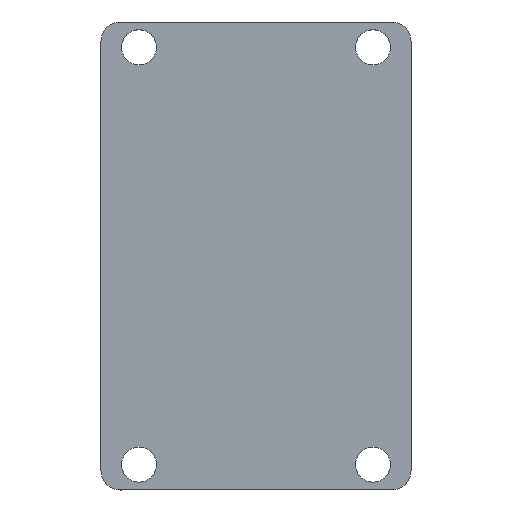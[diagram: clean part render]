
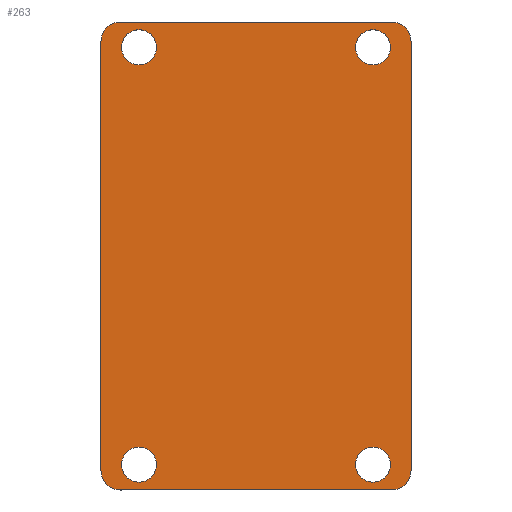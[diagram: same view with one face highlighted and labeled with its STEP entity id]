
A CAD part, top view. The second image highlights one B-rep face of the part: STEP entity #263.
In plain terms, the highlighted planar face has unit normal (0, 0, 1).
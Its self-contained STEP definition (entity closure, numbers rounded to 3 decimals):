
#15=FACE_BOUND('',#46,.T.);
#16=FACE_BOUND('',#47,.T.);
#17=FACE_BOUND('',#48,.T.);
#18=FACE_BOUND('',#49,.T.);
#24=PLANE('',#281);
#31=FACE_OUTER_BOUND('',#45,.T.);
#45=EDGE_LOOP('',(#189,#190,#191,#192,#193,#194,#195,#196));
#46=EDGE_LOOP('',(#197));
#47=EDGE_LOOP('',(#198));
#48=EDGE_LOOP('',(#199));
#49=EDGE_LOOP('',(#200));
#67=LINE('',#401,#87);
#70=LINE('',#407,#90);
#71=LINE('',#411,#91);
#72=LINE('',#415,#92);
#87=VECTOR('',#319,10.);
#90=VECTOR('',#324,10.);
#91=VECTOR('',#327,10.);
#92=VECTOR('',#330,10.);
#106=CIRCLE('',#279,5.);
#107=CIRCLE('',#282,5.);
#108=CIRCLE('',#283,5.);
#109=CIRCLE('',#284,5.);
#110=CIRCLE('',#285,4.5);
#111=CIRCLE('',#286,4.5);
#112=CIRCLE('',#287,4.5);
#113=CIRCLE('',#288,4.5);
#123=VERTEX_POINT('',#394);
#124=VERTEX_POINT('',#396);
#125=VERTEX_POINT('',#400);
#127=VERTEX_POINT('',#406);
#128=VERTEX_POINT('',#408);
#129=VERTEX_POINT('',#410);
#130=VERTEX_POINT('',#412);
#131=VERTEX_POINT('',#414);
#132=VERTEX_POINT('',#417);
#133=VERTEX_POINT('',#419);
#134=VERTEX_POINT('',#421);
#135=VERTEX_POINT('',#423);
#147=EDGE_CURVE('',#123,#124,#106,.T.);
#149=EDGE_CURVE('',#125,#124,#67,.F.);
#152=EDGE_CURVE('',#123,#127,#70,.T.);
#153=EDGE_CURVE('',#128,#127,#107,.T.);
#154=EDGE_CURVE('',#128,#129,#71,.F.);
#155=EDGE_CURVE('',#130,#129,#108,.T.);
#156=EDGE_CURVE('',#130,#131,#72,.T.);
#157=EDGE_CURVE('',#125,#131,#109,.T.);
#158=EDGE_CURVE('',#132,#132,#110,.T.);
#159=EDGE_CURVE('',#133,#133,#111,.T.);
#160=EDGE_CURVE('',#134,#134,#112,.T.);
#161=EDGE_CURVE('',#135,#135,#113,.T.);
#189=ORIENTED_EDGE('',*,*,#147,.F.);
#190=ORIENTED_EDGE('',*,*,#152,.T.);
#191=ORIENTED_EDGE('',*,*,#153,.F.);
#192=ORIENTED_EDGE('',*,*,#154,.T.);
#193=ORIENTED_EDGE('',*,*,#155,.F.);
#194=ORIENTED_EDGE('',*,*,#156,.T.);
#195=ORIENTED_EDGE('',*,*,#157,.F.);
#196=ORIENTED_EDGE('',*,*,#149,.T.);
#197=ORIENTED_EDGE('',*,*,#158,.T.);
#198=ORIENTED_EDGE('',*,*,#159,.T.);
#199=ORIENTED_EDGE('',*,*,#160,.T.);
#200=ORIENTED_EDGE('',*,*,#161,.T.);
#263=ADVANCED_FACE('',(#31,#15,#16,#17,#18),#24,.T.);
#279=AXIS2_PLACEMENT_3D('',#397,#314,#315);
#281=AXIS2_PLACEMENT_3D('',#405,#322,#323);
#282=AXIS2_PLACEMENT_3D('',#409,#325,#326);
#283=AXIS2_PLACEMENT_3D('',#413,#328,#329);
#284=AXIS2_PLACEMENT_3D('',#416,#331,#332);
#285=AXIS2_PLACEMENT_3D('',#418,#333,#334);
#286=AXIS2_PLACEMENT_3D('',#420,#335,#336);
#287=AXIS2_PLACEMENT_3D('',#422,#337,#338);
#288=AXIS2_PLACEMENT_3D('',#424,#339,#340);
#314=DIRECTION('center_axis',(0.,0.,-1.));
#315=DIRECTION('ref_axis',(-0.707,0.707,0.));
#319=DIRECTION('',(1.,0.,0.));
#322=DIRECTION('center_axis',(0.,0.,
1.));
#323=DIRECTION('ref_axis',(-1.,0.,0.));
#324=DIRECTION('',(0.,-1.,0.));
#325=DIRECTION('center_axis',(0.,0.,-1.));
#326=DIRECTION('ref_axis',(-0.707,-0.707,0.));
#327=DIRECTION('',(-1.,0.,0.));
#328=DIRECTION('center_axis',(0.,0.,-1.));
#329=DIRECTION('ref_axis',(0.707,-0.707,0.));
#330=DIRECTION('',(0.,1.,0.));
#331=DIRECTION('center_axis',(0.,0.,-1.));
#332=DIRECTION('ref_axis',(0.707,0.707,0.));
#333=DIRECTION('center_axis',(0.,0.,-1.));
#334=DIRECTION('ref_axis',(-1.,0.,0.));
#335=DIRECTION('center_axis',(0.,0.,-1.));
#336=DIRECTION('ref_axis',(-1.,0.,0.));
#337=DIRECTION('center_axis',(0.,0.,-1.));
#338=DIRECTION('ref_axis',(-1.,0.,0.));
#339=DIRECTION('center_axis',(0.,0.,-1.));
#340=DIRECTION('ref_axis',(-1.,0.,0.));
#394=CARTESIAN_POINT('',(209.65,-570.864,54.06));
#396=CARTESIAN_POINT('',(214.65,-565.864,54.06));
#397=CARTESIAN_POINT('Origin',(214.65,-570.864,54.06));
#400=CARTESIAN_POINT('',(284.15,-565.864,54.06));
#401=CARTESIAN_POINT('',(269.275,-565.864,54.06));
#405=CARTESIAN_POINT('Origin',(249.4,-625.864,54.06));
#406=CARTESIAN_POINT('',(209.65,-680.864,54.06));
#407=CARTESIAN_POINT('',(209.65,-577.864,54.06));
#408=CARTESIAN_POINT('',(214.65,-685.864,54.06));
#409=CARTESIAN_POINT('Origin',(214.65,-680.864,54.06));
#410=CARTESIAN_POINT('',(284.15,-685.864,54.06));
#411=CARTESIAN_POINT('',(229.525,-685.864,54.06));
#412=CARTESIAN_POINT('',(289.15,-680.864,54.06));
#413=CARTESIAN_POINT('Origin',(284.15,-680.864,54.06));
#414=CARTESIAN_POINT('',(289.15,-570.864,54.06));
#415=CARTESIAN_POINT('',(289.15,-685.064,54.06));
#416=CARTESIAN_POINT('Origin',(284.15,-570.864,54.06));
#417=CARTESIAN_POINT('',(223.9,-679.364,54.06));
#418=CARTESIAN_POINT('Origin',(219.4,-679.364,54.06));
#419=CARTESIAN_POINT('',(223.9,-572.364,54.06));
#420=CARTESIAN_POINT('Origin',(219.4,-572.364,54.06));
#421=CARTESIAN_POINT('',(283.9,-679.364,54.06));
#422=CARTESIAN_POINT('Origin',(279.4,-679.364,54.06));
#423=CARTESIAN_POINT('',(283.9,-572.364,54.06));
#424=CARTESIAN_POINT('Origin',(279.4,-572.364,54.06));
